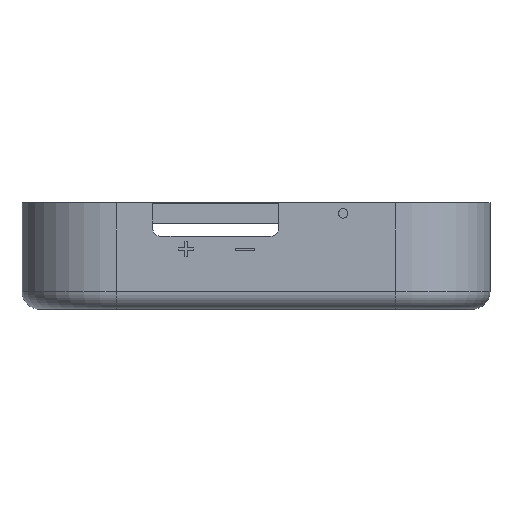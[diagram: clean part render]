
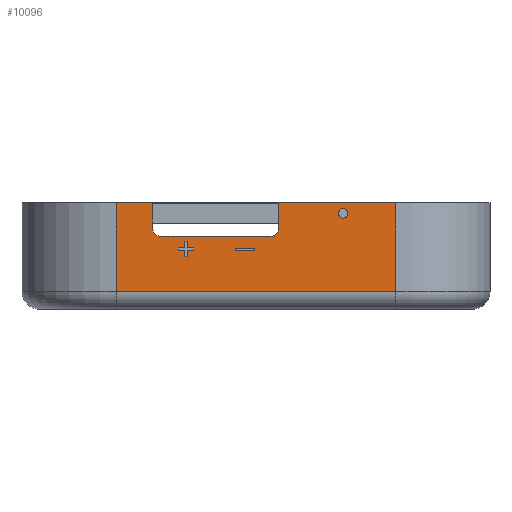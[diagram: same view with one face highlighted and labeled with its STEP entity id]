
A CAD part, left-side view. The second image highlights one B-rep face of the part: STEP entity #10096.
In plain terms, the highlighted planar face has unit normal (-1, 0, 0).
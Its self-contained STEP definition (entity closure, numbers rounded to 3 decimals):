
#299=FACE_BOUND('',#1646,.T.);
#300=FACE_BOUND('',#1647,.T.);
#301=FACE_BOUND('',#1648,.T.);
#947=CIRCLE('',#10708,0.7);
#948=CIRCLE('',#10709,0.7);
#949=CIRCLE('',#10710,0.4);
#1069=FACE_OUTER_BOUND('',#1645,.T.);
#1645=EDGE_LOOP('',(#6802,#6803,#6804,#6805,#6806,#6807,#6808,#6809,#6810,
#6811));
#1646=EDGE_LOOP('',(#6812,#6813,#6814,#6815,#6816,#6817,#6818,#6819,#6820,
#6821,#6822,#6823));
#1647=EDGE_LOOP('',(#6824,#6825,#6826,#6827));
#1648=EDGE_LOOP('',(#6828));
#2272=LINE('',#13022,#3184);
#2279=LINE('',#13043,#3191);
#2300=LINE('',#13146,#3212);
#2310=LINE('',#13180,#3222);
#2311=LINE('',#13181,#3223);
#2312=LINE('',#13183,#3224);
#2313=LINE('',#13187,#3225);
#2314=LINE('',#13190,#3226);
#2315=LINE('',#13193,#3227);
#2316=LINE('',#13195,#3228);
#2317=LINE('',#13197,#3229);
#2318=LINE('',#13199,#3230);
#2319=LINE('',#13201,#3231);
#2320=LINE('',#13203,#3232);
#2321=LINE('',#13205,#3233);
#2322=LINE('',#13207,#3234);
#2323=LINE('',#13209,#3235);
#2324=LINE('',#13211,#3236);
#2325=LINE('',#13213,#3237);
#2326=LINE('',#13214,#3238);
#2327=LINE('',#13217,#3239);
#2328=LINE('',#13219,#3240);
#2329=LINE('',#13221,#3241);
#2330=LINE('',#13222,#3242);
#3184=VECTOR('',#11163,10.);
#3191=VECTOR('',#11178,10.);
#3212=VECTOR('',#11245,10.);
#3222=VECTOR('',#11279,10.);
#3223=VECTOR('',#11280,10.);
#3224=VECTOR('',#11281,10.);
#3225=VECTOR('',#11284,10.);
#3226=VECTOR('',#11287,10.);
#3227=VECTOR('',#11288,10.);
#3228=VECTOR('',#11289,10.);
#3229=VECTOR('',#11290,10.);
#3230=VECTOR('',#11291,10.);
#3231=VECTOR('',#11292,10.);
#3232=VECTOR('',#11293,10.);
#3233=VECTOR('',#11294,10.);
#3234=VECTOR('',#11295,10.);
#3235=VECTOR('',#11296,10.);
#3236=VECTOR('',#11297,10.);
#3237=VECTOR('',#11298,10.);
#3238=VECTOR('',#11299,10.);
#3239=VECTOR('',#11300,10.);
#3240=VECTOR('',#11301,10.);
#3241=VECTOR('',#11302,10.);
#3242=VECTOR('',#11303,10.);
#4103=VERTEX_POINT('',#13019);
#4104=VERTEX_POINT('',#13021);
#4113=VERTEX_POINT('',#13040);
#4114=VERTEX_POINT('',#13042);
#4143=VERTEX_POINT('',#13144);
#4155=VERTEX_POINT('',#13179);
#4156=VERTEX_POINT('',#13182);
#4157=VERTEX_POINT('',#13184);
#4158=VERTEX_POINT('',#13186);
#4159=VERTEX_POINT('',#13188);
#4160=VERTEX_POINT('',#13191);
#4161=VERTEX_POINT('',#13192);
#4162=VERTEX_POINT('',#13194);
#4163=VERTEX_POINT('',#13196);
#4164=VERTEX_POINT('',#13198);
#4165=VERTEX_POINT('',#13200);
#4166=VERTEX_POINT('',#13202);
#4167=VERTEX_POINT('',#13204);
#4168=VERTEX_POINT('',#13206);
#4169=VERTEX_POINT('',#13208);
#4170=VERTEX_POINT('',#13210);
#4171=VERTEX_POINT('',#13212);
#4172=VERTEX_POINT('',#13215);
#4173=VERTEX_POINT('',#13216);
#4174=VERTEX_POINT('',#13218);
#4175=VERTEX_POINT('',#13220);
#4176=VERTEX_POINT('',#13223);
#5139=EDGE_CURVE('',#4104,#4103,#2272,.T.);
#5149=EDGE_CURVE('',#4114,#4113,#2279,.T.);
#5188=EDGE_CURVE('',#4103,#4143,#2300,.T.);
#5205=EDGE_CURVE('',#4155,#4143,#2310,.T.);
#5206=EDGE_CURVE('',#4114,#4155,#2311,.T.);
#5207=EDGE_CURVE('',#4113,#4156,#2312,.T.);
#5208=EDGE_CURVE('',#4156,#4157,#947,.T.);
#5209=EDGE_CURVE('',#4157,#4158,#2313,.T.);
#5210=EDGE_CURVE('',#4158,#4159,#948,.T.);
#5211=EDGE_CURVE('',#4159,#4104,#2314,.T.);
#5212=EDGE_CURVE('',#4160,#4161,#2315,.T.);
#5213=EDGE_CURVE('',#4161,#4162,#2316,.T.);
#5214=EDGE_CURVE('',#4162,#4163,#2317,.T.);
#5215=EDGE_CURVE('',#4163,#4164,#2318,.T.);
#5216=EDGE_CURVE('',#4164,#4165,#2319,.T.);
#5217=EDGE_CURVE('',#4165,#4166,#2320,.T.);
#5218=EDGE_CURVE('',#4166,#4167,#2321,.T.);
#5219=EDGE_CURVE('',#4167,#4168,#2322,.T.);
#5220=EDGE_CURVE('',#4168,#4169,#2323,.T.);
#5221=EDGE_CURVE('',#4169,#4170,#2324,.T.);
#5222=EDGE_CURVE('',#4170,#4171,#2325,.T.);
#5223=EDGE_CURVE('',#4171,#4160,#2326,.T.);
#5224=EDGE_CURVE('',#4172,#4173,#2327,.T.);
#5225=EDGE_CURVE('',#4173,#4174,#2328,.T.);
#5226=EDGE_CURVE('',#4174,#4175,#2329,.T.);
#5227=EDGE_CURVE('',#4175,#4172,#2330,.T.);
#5228=EDGE_CURVE('',#4176,#4176,#949,.T.);
#6802=ORIENTED_EDGE('',*,*,#5139,.T.);
#6803=ORIENTED_EDGE('',*,*,#5188,.T.);
#6804=ORIENTED_EDGE('',*,*,#5205,.F.);
#6805=ORIENTED_EDGE('',*,*,#5206,.F.);
#6806=ORIENTED_EDGE('',*,*,#5149,.T.);
#6807=ORIENTED_EDGE('',*,*,#5207,.T.);
#6808=ORIENTED_EDGE('',*,*,#5208,.T.);
#6809=ORIENTED_EDGE('',*,*,#5209,.T.);
#6810=ORIENTED_EDGE('',*,*,#5210,.T.);
#6811=ORIENTED_EDGE('',*,*,#5211,.T.);
#6812=ORIENTED_EDGE('',*,*,#5212,.T.);
#6813=ORIENTED_EDGE('',*,*,#5213,.T.);
#6814=ORIENTED_EDGE('',*,*,#5214,.T.);
#6815=ORIENTED_EDGE('',*,*,#5215,.T.);
#6816=ORIENTED_EDGE('',*,*,#5216,.T.);
#6817=ORIENTED_EDGE('',*,*,#5217,.T.);
#6818=ORIENTED_EDGE('',*,*,#5218,.T.);
#6819=ORIENTED_EDGE('',*,*,#5219,.T.);
#6820=ORIENTED_EDGE('',*,*,#5220,.T.);
#6821=ORIENTED_EDGE('',*,*,#5221,.T.);
#6822=ORIENTED_EDGE('',*,*,#5222,.T.);
#6823=ORIENTED_EDGE('',*,*,#5223,.T.);
#6824=ORIENTED_EDGE('',*,*,#5224,.T.);
#6825=ORIENTED_EDGE('',*,*,#5225,.T.);
#6826=ORIENTED_EDGE('',*,*,#5226,.T.);
#6827=ORIENTED_EDGE('',*,*,#5227,.T.);
#6828=ORIENTED_EDGE('',*,*,#5228,.T.);
#9842=PLANE('',#10707);
#10096=ADVANCED_FACE('',(#1069,#299,#300,#301),#9842,.T.);
#10707=AXIS2_PLACEMENT_3D('',#13178,#11277,#11278);
#10708=AXIS2_PLACEMENT_3D('',#13185,#11282,#11283);
#10709=AXIS2_PLACEMENT_3D('',#13189,#11285,#11286);
#10710=AXIS2_PLACEMENT_3D('',#13224,#11304,#11305);
#11163=DIRECTION('',(0.,1.,0.));
#11178=DIRECTION('',(0.,1.,0.));
#11245=DIRECTION('',(0.,0.,-1.));
#11277=DIRECTION('center_axis',(-1.,0.,0.));
#11278=DIRECTION('ref_axis',(0.,1.,0.));
#11279=DIRECTION('',(0.,1.,0.));
#11280=DIRECTION('',(0.,0.,-1.));
#11281=DIRECTION('',(0.,0.,-1.));
#11282=DIRECTION('center_axis',(1.,0.,0.));
#11283=DIRECTION('ref_axis',(0.,0.,-1.));
#11284=DIRECTION('',(0.,1.,0.));
#11285=DIRECTION('center_axis',(1.,0.,0.));
#11286=DIRECTION('ref_axis',(0.,1.,0.));
#11287=DIRECTION('',(0.,0.,1.));
#11288=DIRECTION('',(0.,0.,-1.));
#11289=DIRECTION('',(0.,1.,0.));
#11290=DIRECTION('',(0.,0.,1.));
#11291=DIRECTION('',(0.,1.,0.));
#11292=DIRECTION('',(0.,0.,1.));
#11293=DIRECTION('',(0.,-1.,0.));
#11294=DIRECTION('',(0.,0.,1.));
#11295=DIRECTION('',(0.,-1.,0.));
#11296=DIRECTION('',(0.,0.,-1.));
#11297=DIRECTION('',(0.,-1.,0.));
#11298=DIRECTION('',(0.,0.,-1.));
#11299=DIRECTION('',(0.,1.,0.));
#11300=DIRECTION('',(0.,-0.002,-1.));
#11301=DIRECTION('',(0.,1.,-0.002));
#11302=DIRECTION('',(0.,0.002,1.));
#11303=DIRECTION('',(0.,-1.,0.002));
#11304=DIRECTION('center_axis',(1.,0.,0.));
#11305=DIRECTION('ref_axis',(0.,-1.,0.));
#13019=CARTESIAN_POINT('',(57.601,69.165,-17.693));
#13021=CARTESIAN_POINT('',(57.601,66.07,-17.693));
#13022=CARTESIAN_POINT('',(57.601,51.368,-17.693));
#13040=CARTESIAN_POINT('',(57.601,55.36,-17.693));
#13042=CARTESIAN_POINT('',(57.601,45.435,-17.693));
#13043=CARTESIAN_POINT('',(57.601,51.368,-17.693));
#13144=CARTESIAN_POINT('',(57.601,69.165,-25.236));
#13146=CARTESIAN_POINT('',(57.601,69.165,-14.566));
#13178=CARTESIAN_POINT('Origin',(57.601,45.435,-17.736));
#13179=CARTESIAN_POINT('',(57.601,45.435,-25.236));
#13180=CARTESIAN_POINT('',(57.601,51.368,-25.236));
#13181=CARTESIAN_POINT('',(57.601,45.435,-14.566));
#13182=CARTESIAN_POINT('',(57.601,55.36,-19.847));
#13183=CARTESIAN_POINT('',(57.601,55.36,-16.664));
#13184=CARTESIAN_POINT('',(57.601,56.06,-20.547));
#13185=CARTESIAN_POINT('Origin',(57.601,56.06,-19.847));
#13186=CARTESIAN_POINT('',(57.601,65.37,-20.547));
#13187=CARTESIAN_POINT('',(57.601,50.748,-20.547));
#13188=CARTESIAN_POINT('',(57.601,66.07,-19.847));
#13189=CARTESIAN_POINT('Origin',(57.601,65.37,-19.847));
#13190=CARTESIAN_POINT('',(57.601,66.07,-18.791));
#13191=CARTESIAN_POINT('',(57.601,63.124,-21.735));
#13192=CARTESIAN_POINT('',(57.601,63.124,-22.284));
#13193=CARTESIAN_POINT('',(57.601,63.124,-19.735));
#13194=CARTESIAN_POINT('',(57.601,63.356,-22.284));
#13195=CARTESIAN_POINT('',(57.601,54.28,-22.284));
#13196=CARTESIAN_POINT('',(57.601,63.356,-21.735));
#13197=CARTESIAN_POINT('',(57.601,63.356,-20.01));
#13198=CARTESIAN_POINT('',(57.601,63.901,-21.735));
#13199=CARTESIAN_POINT('',(57.601,54.396,-21.735));
#13200=CARTESIAN_POINT('',(57.601,63.901,-21.506));
#13201=CARTESIAN_POINT('',(57.601,63.901,-19.735));
#13202=CARTESIAN_POINT('',(57.601,63.356,-21.506));
#13203=CARTESIAN_POINT('',(57.601,54.668,-21.506));
#13204=CARTESIAN_POINT('',(57.601,63.356,-20.962));
#13205=CARTESIAN_POINT('',(57.601,63.356,-19.621));
#13206=CARTESIAN_POINT('',(57.601,63.124,-20.962));
#13207=CARTESIAN_POINT('',(57.601,54.396,-20.962));
#13208=CARTESIAN_POINT('',(57.601,63.124,-21.506));
#13209=CARTESIAN_POINT('',(57.601,63.124,-19.349));
#13210=CARTESIAN_POINT('',(57.601,62.58,-21.506));
#13211=CARTESIAN_POINT('',(57.601,54.28,-21.506));
#13212=CARTESIAN_POINT('',(57.601,62.58,-21.735));
#13213=CARTESIAN_POINT('',(57.601,62.58,-19.621));
#13214=CARTESIAN_POINT('',(57.601,54.007,-21.735));
#13215=CARTESIAN_POINT('',(57.601,57.431,-21.559));
#13216=CARTESIAN_POINT('',(57.601,57.431,-21.736));
#13217=CARTESIAN_POINT('',(57.601,57.435,-19.659));
#13218=CARTESIAN_POINT('',(57.601,59.058,-21.739));
#13219=CARTESIAN_POINT('',(57.601,51.429,-21.724));
#13220=CARTESIAN_POINT('',(57.601,59.058,-21.562));
#13221=CARTESIAN_POINT('',(57.601,59.062,-19.751));
#13222=CARTESIAN_POINT('',(57.601,52.243,-21.548));
#13223=CARTESIAN_POINT('',(57.601,50.3,-18.6));
#13224=CARTESIAN_POINT('Origin',(57.601,49.9,-18.6));
